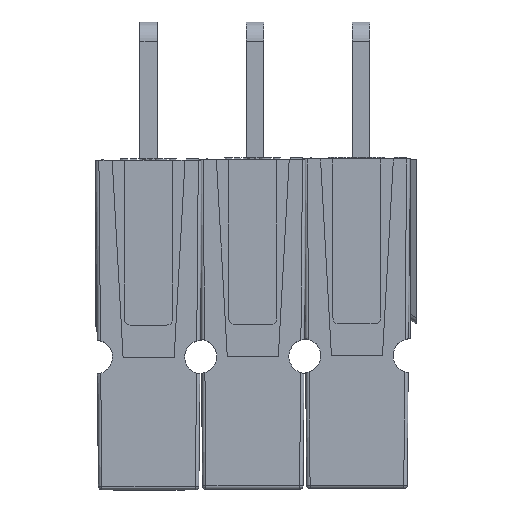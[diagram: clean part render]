
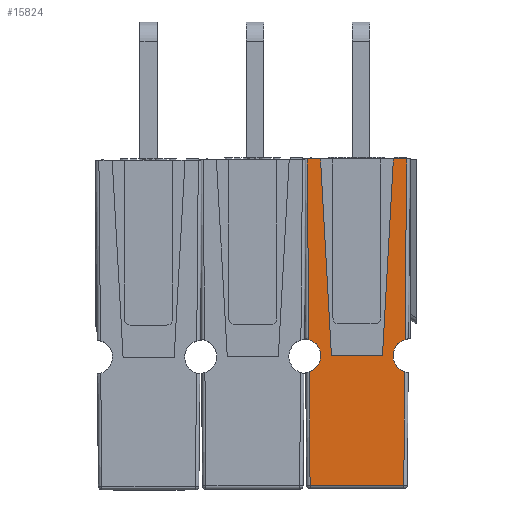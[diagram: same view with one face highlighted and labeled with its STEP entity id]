
A CAD part, top view. The second image highlights one B-rep face of the part: STEP entity #15824.
In plain terms, the highlighted planar face has unit normal (0, -0.009, 1).
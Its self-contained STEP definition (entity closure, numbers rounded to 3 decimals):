
#782=PLANE('',#16754);
#1294=ELLIPSE('',#16598,1.27,1.27);
#1295=ELLIPSE('',#16600,1.27,1.27);
#2020=FACE_OUTER_BOUND('',#2937,.T.);
#2937=EDGE_LOOP('',(#14205,#14206,#14207,#14208,#14209,#14210,#14211,#14212,
#14213,#14214,#14215,#14216));
#4447=LINE('',#33701,#6222);
#4452=LINE('',#33710,#6227);
#4453=LINE('',#33712,#6228);
#4454=LINE('',#33714,#6229);
#4455=LINE('',#33716,#6230);
#4457=LINE('',#33720,#6232);
#4599=LINE('',#34691,#6374);
#4609=LINE('',#34711,#6384);
#4610=LINE('',#34712,#6385);
#4611=LINE('',#34713,#6386);
#6222=VECTOR('',#19576,1000.);
#6227=VECTOR('',#19583,1000.);
#6228=VECTOR('',#19586,1000.);
#6229=VECTOR('',#19589,1000.);
#6230=VECTOR('',#19592,1000.);
#6232=VECTOR('',#19596,1000.);
#6374=VECTOR('',#19818,1000.);
#6384=VECTOR('',#19838,1000.);
#6385=VECTOR('',#19839,1000.);
#6386=VECTOR('',#19840,1000.);
#7728=VERTEX_POINT('',#31580);
#7729=VERTEX_POINT('',#31591);
#7732=VERTEX_POINT('',#31617);
#7733=VERTEX_POINT('',#31618);
#7845=VERTEX_POINT('',#32374);
#7846=VERTEX_POINT('',#32380);
#7890=VERTEX_POINT('',#33699);
#7891=VERTEX_POINT('',#33700);
#7894=VERTEX_POINT('',#33708);
#7895=VERTEX_POINT('',#33718);
#8060=VERTEX_POINT('',#34689);
#8065=VERTEX_POINT('',#34710);
#9733=EDGE_CURVE('',#7728,#7729,#1294,.T.);
#9737=EDGE_CURVE('',#7732,#7733,#1295,.F.);
#9974=EDGE_CURVE('',#7890,#7891,#4447,.T.);
#9979=EDGE_CURVE('',#7894,#7890,#4452,.T.);
#9980=EDGE_CURVE('',#7845,#7729,#4453,.T.);
#9981=EDGE_CURVE('',#7846,#7845,#4454,.T.);
#9982=EDGE_CURVE('',#7732,#7846,#4455,.T.);
#9984=EDGE_CURVE('',#7891,#7895,#4457,.T.);
#10167=EDGE_CURVE('',#7728,#8060,#4599,.T.);
#10177=EDGE_CURVE('',#8065,#7895,#4609,.T.);
#10178=EDGE_CURVE('',#8065,#7733,#4610,.T.);
#10179=EDGE_CURVE('',#7894,#8060,#4611,.T.);
#14205=ORIENTED_EDGE('',*,*,#9984,.T.);
#14206=ORIENTED_EDGE('',*,*,#10177,.F.);
#14207=ORIENTED_EDGE('',*,*,#10178,.T.);
#14208=ORIENTED_EDGE('',*,*,#9737,.F.);
#14209=ORIENTED_EDGE('',*,*,#9982,.T.);
#14210=ORIENTED_EDGE('',*,*,#9981,.T.);
#14211=ORIENTED_EDGE('',*,*,#9980,.T.);
#14212=ORIENTED_EDGE('',*,*,#9733,.F.);
#14213=ORIENTED_EDGE('',*,*,#10167,.T.);
#14214=ORIENTED_EDGE('',*,*,#10179,.F.);
#14215=ORIENTED_EDGE('',*,*,#9979,.T.);
#14216=ORIENTED_EDGE('',*,*,#9974,.T.);
#15824=ADVANCED_FACE('',(#2020),#782,.T.);
#16598=AXIS2_PLACEMENT_3D('',#31592,#19198,#19199);
#16600=AXIS2_PLACEMENT_3D('',#31619,#19203,#19204);
#16754=AXIS2_PLACEMENT_3D('',#34709,#19836,#19837);
#19198=DIRECTION('center_axis',(0.,-0.009,
1.));
#19199=DIRECTION('ref_axis',(0.,1.,0.009));
#19203=DIRECTION('center_axis',(0.,0.009,
-1.));
#19204=DIRECTION('ref_axis',(0.,1.,0.009));
#19576=DIRECTION('',(-1.,0.,0.));
#19583=DIRECTION('',(-0.055,-0.998,-0.009));
#19586=DIRECTION('',(0.009,1.,0.009));
#19589=DIRECTION('',(1.,0.,0.));
#19592=DIRECTION('',(0.009,-1.,-0.009));
#19596=DIRECTION('',(-0.055,0.998,0.009));
#19818=DIRECTION('',(0.009,1.,0.009));
#19836=DIRECTION('center_axis',(0.,-0.009,
1.));
#19837=DIRECTION('ref_axis',(1.,0.,0.));
#19838=DIRECTION('',(1.,0.,0.));
#19839=DIRECTION('',(0.009,-1.,-0.009));
#19840=DIRECTION('',(1.,0.,0.));
#31580=CARTESIAN_POINT('',(3.591,-1.452,-8.17));
#31591=CARTESIAN_POINT('',(3.57,-3.874,-8.191));
#31592=CARTESIAN_POINT('Origin',(3.962,-2.666,-8.181));
#31617=CARTESIAN_POINT('',(-3.57,-3.874,-8.191));
#31618=CARTESIAN_POINT('',(-3.591,-1.452,-8.17));
#31619=CARTESIAN_POINT('Origin',(-3.962,-2.666,-8.181));
#32374=CARTESIAN_POINT('',(3.496,-12.32,-8.265));
#32380=CARTESIAN_POINT('',(-3.496,-12.32,-8.265));
#33699=CARTESIAN_POINT('',(1.905,-2.666,-8.181));
#33700=CARTESIAN_POINT('',(-1.905,-2.666,-8.181));
#33701=CARTESIAN_POINT('',(3.962,-2.666,-8.181));
#33708=CARTESIAN_POINT('',(2.718,12.015,-8.053));
#33710=CARTESIAN_POINT('',(2.722,12.084,-8.052));
#33712=CARTESIAN_POINT('',(3.708,12.017,-8.053));
#33714=CARTESIAN_POINT('',(3.748,-12.32,-8.265));
#33716=CARTESIAN_POINT('',(-3.708,11.948,-8.053));
#33718=CARTESIAN_POINT('',(-2.718,12.015,-8.053));
#33720=CARTESIAN_POINT('',(-2.697,11.646,-8.056));
#34689=CARTESIAN_POINT('',(3.708,12.015,-8.053));
#34691=CARTESIAN_POINT('',(3.708,12.017,-8.053));
#34709=CARTESIAN_POINT('Origin',(3.962,12.015,-8.053));
#34710=CARTESIAN_POINT('',(-3.708,12.015,-8.053));
#34711=CARTESIAN_POINT('',(3.962,12.015,-8.053));
#34712=CARTESIAN_POINT('',(-3.708,11.948,-8.053));
#34713=CARTESIAN_POINT('',(3.962,12.015,-8.053));
